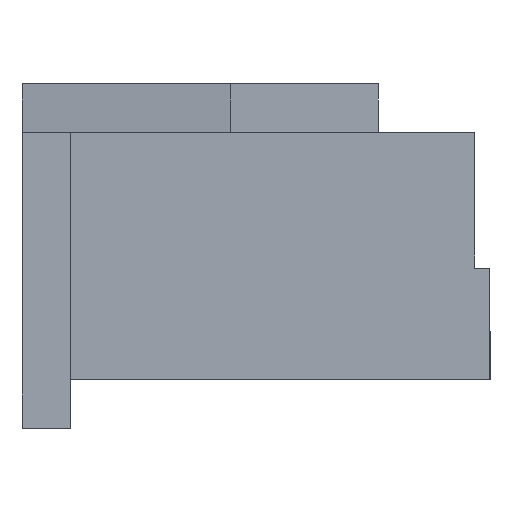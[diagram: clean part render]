
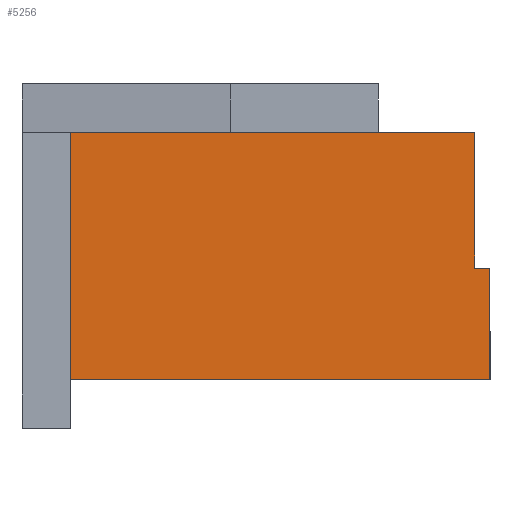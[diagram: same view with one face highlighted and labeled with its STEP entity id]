
A CAD part, left-side view. The second image highlights one B-rep face of the part: STEP entity #5256.
In plain terms, the highlighted planar face has unit normal (-1, 0, 0).
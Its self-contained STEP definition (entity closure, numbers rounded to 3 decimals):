
#2034 = DIRECTION ( 'NONE',  ( -1., 0., 0. ) ) ;
#2045 = CARTESIAN_POINT ( 'NONE',  ( -17.85, 3.875, 2.65 ) ) ;
#2046 = LINE ( 'NONE', #2045, #2052 ) ;
#2050 = DIRECTION ( 'NONE',  ( 0., 0., 1. ) ) ;
#2051 = DIRECTION ( 'NONE',  ( 0., -1., 0. ) ) ;
#2052 = VECTOR ( 'NONE', #2051, 1000. ) ;
#2056 = AXIS2_PLACEMENT_3D ( 'NONE', #2071, #2034, #2050 ) ;
#2071 = CARTESIAN_POINT ( 'NONE',  ( -17.85, 3.875, 0.8 ) ) ;
#2082 = PLANE ( 'NONE',  #2056 ) ;
#2096 = DIRECTION ( 'NONE',  ( 0., -1., 0. ) ) ;
#2097 = VECTOR ( 'NONE', #2096, 1000. ) ;
#2098 = CARTESIAN_POINT ( 'NONE',  ( -17.85, 3.875, 0.8 ) ) ;
#2099 = LINE ( 'NONE', #2098, #2097 ) ;
#2100 = FACE_OUTER_BOUND ( 'NONE', #5398, .T. ) ;
#2103 = CARTESIAN_POINT ( 'NONE',  ( -17.85, 3.075, 0.8 ) ) ;
#2224 = CARTESIAN_POINT ( 'NONE',  ( -17.85, -3.875, 0.8 ) ) ;
#2246 = VECTOR ( 'NONE', #2305, 1000. ) ;
#2247 = CARTESIAN_POINT ( 'NONE',  ( -17.85, -3.625, 0.8 ) ) ;
#2248 = LINE ( 'NONE', #2247, #2246 ) ;
#2249 = DIRECTION ( 'NONE',  ( 0., 0., 1. ) ) ;
#2287 = VECTOR ( 'NONE', #2249, 1000. ) ;
#2288 = CARTESIAN_POINT ( 'NONE',  ( -17.85, 3.075, 0.8 ) ) ;
#2289 = LINE ( 'NONE', #2288, #2287 ) ;
#2293 = DIRECTION ( 'NONE',  ( 0., 0., 1. ) ) ;
#2294 = VECTOR ( 'NONE', #2293, 1000. ) ;
#2295 = CARTESIAN_POINT ( 'NONE',  ( -17.85, -3.875, 0.8 ) ) ;
#2296 = LINE ( 'NONE', #2295, #2294 ) ;
#2297 = CARTESIAN_POINT ( 'NONE',  ( -17.85, -3.625, 2.65 ) ) ;
#2298 = CARTESIAN_POINT ( 'NONE',  ( -17.85, -3.875, 2.65 ) ) ;
#2299 = DIRECTION ( 'NONE',  ( 0., -1., 0. ) ) ;
#2303 = CARTESIAN_POINT ( 'NONE',  ( -17.85, -3.625, 4.9 ) ) ;
#2304 = CARTESIAN_POINT ( 'NONE',  ( -17.85, 3.075, 4.9 ) ) ;
#2305 = DIRECTION ( 'NONE',  ( 0., 0., -1. ) ) ;
#2323 = VECTOR ( 'NONE', #2299, 1000. ) ;
#2324 = CARTESIAN_POINT ( 'NONE',  ( -17.85, 3.875, 4.9 ) ) ;
#2325 = LINE ( 'NONE', #2324, #2323 ) ;
#5252 = EDGE_CURVE ( 'NONE', #5391, #5390, #2046, .T. ) ;
#5253 = ORIENTED_EDGE ( 'NONE', *, *, #5395, .F. ) ;
#5254 = ORIENTED_EDGE ( 'NONE', *, *, #5396, .F. ) ;
#5256 = ADVANCED_FACE ( 'NONE', ( #2100 ), #2082, .T. ) ;
#5258 = ORIENTED_EDGE ( 'NONE', *, *, #5252, .F. ) ;
#5259 = ORIENTED_EDGE ( 'NONE', *, *, #5389, .F. ) ;
#5292 = EDGE_CURVE ( 'NONE', #5293, #5318, #2099, .T. ) ;
#5293 = VERTEX_POINT ( 'NONE', #2103 ) ;
#5318 = VERTEX_POINT ( 'NONE', #2224 ) ;
#5389 = EDGE_CURVE ( 'NONE', #5397, #5399, #2325, .T. ) ;
#5390 = VERTEX_POINT ( 'NONE', #2298 ) ;
#5391 = VERTEX_POINT ( 'NONE', #2297 ) ;
#5392 = ORIENTED_EDGE ( 'NONE', *, *, #5292, .T. ) ;
#5393 = ORIENTED_EDGE ( 'NONE', *, *, #5394, .T. ) ;
#5394 = EDGE_CURVE ( 'NONE', #5318, #5390, #2296, .T. ) ;
#5395 = EDGE_CURVE ( 'NONE', #5293, #5397, #2289, .T. ) ;
#5396 = EDGE_CURVE ( 'NONE', #5399, #5391, #2248, .T. ) ;
#5397 = VERTEX_POINT ( 'NONE', #2304 ) ;
#5398 = EDGE_LOOP ( 'NONE', ( #5254, #5259, #5253, #5392, #5393, #5258 ) ) ;
#5399 = VERTEX_POINT ( 'NONE', #2303 ) ;
